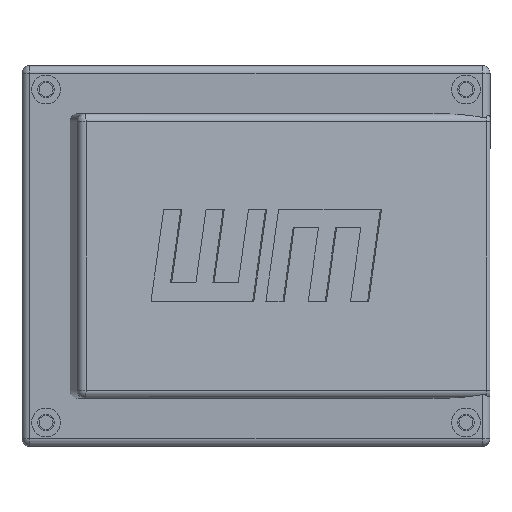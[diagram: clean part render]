
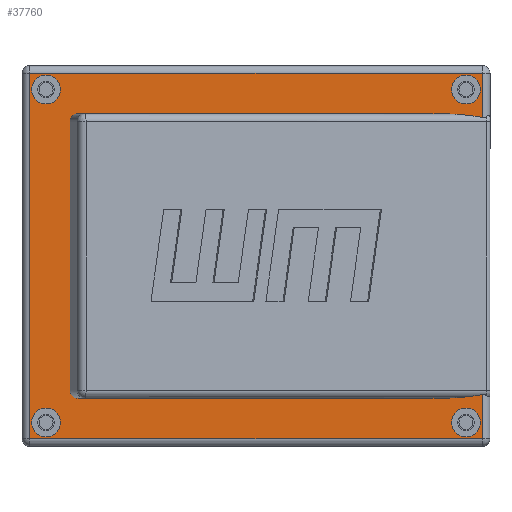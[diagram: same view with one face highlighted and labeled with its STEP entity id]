
A CAD part, front view. The second image highlights one B-rep face of the part: STEP entity #37760.
In plain terms, the highlighted planar face has unit normal (0, -1, 0).
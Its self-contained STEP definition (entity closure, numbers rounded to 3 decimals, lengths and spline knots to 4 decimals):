
#424=ELLIPSE('',#40101,0.467,0.065);
#425=ELLIPSE('',#40102,0.0656,0.065);
#426=ELLIPSE('',#40103,0.0656,0.065);
#427=ELLIPSE('',#40104,0.467,0.065);
#477=CIRCLE('',#40105,0.1181);
#478=CIRCLE('',#40106,0.1181);
#479=CIRCLE('',#40107,0.1181);
#480=CIRCLE('',#40108,0.1181);
#1543=FACE_BOUND('',#5502,.T.);
#1544=FACE_BOUND('',#5503,.T.);
#1545=FACE_BOUND('',#5504,.T.);
#1546=FACE_BOUND('',#5505,.T.);
#1871=PLANE('',#40100);
#3369=FACE_OUTER_BOUND('',#5501,.T.);
#5501=EDGE_LOOP('',(#26836,#26837,#26838,#26839,#26840,#26841,#26842,#26843,
#26844,#26845,#26846,#26847));
#5502=EDGE_LOOP('',(#26848));
#5503=EDGE_LOOP('',(#26849));
#5504=EDGE_LOOP('',(#26850));
#5505=EDGE_LOOP('',(#26851));
#7975=LINE('',#53302,#12279);
#7981=LINE('',#53332,#12285);
#7983=LINE('',#53349,#12287);
#7984=LINE('',#53356,#12288);
#7985=LINE('',#53360,#12289);
#7986=LINE('',#53364,#12290);
#7987=LINE('',#53368,#12291);
#7988=LINE('',#53369,#12292);
#12279=VECTOR('',#42997,0.3937);
#12285=VECTOR('',#43031,0.3937);
#12287=VECTOR('',#43041,0.3937);
#12288=VECTOR('',#43050,0.3937);
#12289=VECTOR('',#43053,0.3937);
#12290=VECTOR('',#43056,0.3937);
#12291=VECTOR('',#43059,0.3937);
#12292=VECTOR('',#43060,0.3937);
#17117=VERTEX_POINT('',#53292);
#17119=VERTEX_POINT('',#53300);
#17129=VERTEX_POINT('',#53330);
#17130=VERTEX_POINT('',#53338);
#17131=VERTEX_POINT('',#53353);
#17132=VERTEX_POINT('',#53355);
#17133=VERTEX_POINT('',#53357);
#17134=VERTEX_POINT('',#53359);
#17135=VERTEX_POINT('',#53361);
#17136=VERTEX_POINT('',#53363);
#17137=VERTEX_POINT('',#53365);
#17138=VERTEX_POINT('',#53367);
#17139=VERTEX_POINT('',#53370);
#17140=VERTEX_POINT('',#53372);
#17141=VERTEX_POINT('',#53374);
#17142=VERTEX_POINT('',#53376);
#20903=EDGE_CURVE('',#17119,#17117,#7975,.T.);
#20919=EDGE_CURVE('',#17129,#17119,#7981,.T.);
#20923=EDGE_CURVE('',#17130,#17129,#7983,.T.);
#20925=EDGE_CURVE('',#17130,#17131,#424,.T.);
#20926=EDGE_CURVE('',#17131,#17132,#7984,.T.);
#20927=EDGE_CURVE('',#17133,#17132,#425,.F.);
#20928=EDGE_CURVE('',#17133,#17134,#7985,.T.);
#20929=EDGE_CURVE('',#17135,#17134,#426,.F.);
#20930=EDGE_CURVE('',#17135,#17136,#7986,.T.);
#20931=EDGE_CURVE('',#17137,#17136,#427,.F.);
#20932=EDGE_CURVE('',#17138,#17137,#7987,.T.);
#20933=EDGE_CURVE('',#17117,#17138,#7988,.T.);
#20934=EDGE_CURVE('',#17139,#17139,#477,.T.);
#20935=EDGE_CURVE('',#17140,#17140,#478,.T.);
#20936=EDGE_CURVE('',#17141,#17141,#479,.T.);
#20937=EDGE_CURVE('',#17142,#17142,#480,.T.);
#26836=ORIENTED_EDGE('',*,*,#20923,.F.);
#26837=ORIENTED_EDGE('',*,*,#20925,.T.);
#26838=ORIENTED_EDGE('',*,*,#20926,.T.);
#26839=ORIENTED_EDGE('',*,*,#20927,.F.);
#26840=ORIENTED_EDGE('',*,*,#20928,.T.);
#26841=ORIENTED_EDGE('',*,*,#20929,.F.);
#26842=ORIENTED_EDGE('',*,*,#20930,.T.);
#26843=ORIENTED_EDGE('',*,*,#20931,.F.);
#26844=ORIENTED_EDGE('',*,*,#20932,.F.);
#26845=ORIENTED_EDGE('',*,*,#20933,.F.);
#26846=ORIENTED_EDGE('',*,*,#20903,.F.);
#26847=ORIENTED_EDGE('',*,*,#20919,.F.);
#26848=ORIENTED_EDGE('',*,*,#20934,.F.);
#26849=ORIENTED_EDGE('',*,*,#20935,.F.);
#26850=ORIENTED_EDGE('',*,*,#20936,.F.);
#26851=ORIENTED_EDGE('',*,*,#20937,.F.);
#37760=ADVANCED_FACE('',(#3369,#1543,#1544,#1545,#1546),#1871,.F.);
#40100=AXIS2_PLACEMENT_3D('',#53352,#43046,#43047);
#40101=AXIS2_PLACEMENT_3D('',#53354,#43048,#43049);
#40102=AXIS2_PLACEMENT_3D('',#53358,#43051,#43052);
#40103=AXIS2_PLACEMENT_3D('',#53362,#43054,#43055);
#40104=AXIS2_PLACEMENT_3D('',#53366,#43057,#43058);
#40105=AXIS2_PLACEMENT_3D('',#53371,#43061,#43062);
#40106=AXIS2_PLACEMENT_3D('',#53373,#43063,#43064);
#40107=AXIS2_PLACEMENT_3D('',#53375,#43065,#43066);
#40108=AXIS2_PLACEMENT_3D('',#53377,#43067,#43068);
#42997=DIRECTION('',(0.,0.,1.));
#43031=DIRECTION('',(-1.,0.,0.));
#43041=DIRECTION('',(0.,0.,-1.));
#43046=DIRECTION('center_axis',(0.,1.,0.));
#43047=DIRECTION('ref_axis',(0.,0.,1.));
#43048=DIRECTION('center_axis',(0.,1.,0.));
#43049=DIRECTION('ref_axis',(1.,0.,0.));
#43050=DIRECTION('',(-1.,0.,0.));
#43051=DIRECTION('center_axis',(0.,1.,0.));
#43052=DIRECTION('ref_axis',(-1.,0.,0.));
#43053=DIRECTION('',(0.,0.,1.));
#43054=DIRECTION('center_axis',(0.,1.,0.));
#43055=DIRECTION('ref_axis',(-1.,0.,0.));
#43056=DIRECTION('',(1.,0.,0.));
#43057=DIRECTION('center_axis',(0.,1.,0.));
#43058=DIRECTION('ref_axis',(1.,0.,0.));
#43059=DIRECTION('',(0.,0.,-1.));
#43060=DIRECTION('',(1.,0.,0.));
#43061=DIRECTION('center_axis',(0.,-1.,0.));
#43062=DIRECTION('ref_axis',(1.,0.,0.));
#43063=DIRECTION('center_axis',(0.,-1.,0.));
#43064=DIRECTION('ref_axis',(1.,0.,0.));
#43065=DIRECTION('center_axis',(0.,-1.,0.));
#43066=DIRECTION('ref_axis',(1.,0.,0.));
#43067=DIRECTION('center_axis',(0.,-1.,0.));
#43068=DIRECTION('ref_axis',(1.,0.,0.));
#53292=CARTESIAN_POINT('',(-3.3741,0.,0.3287));
#53300=CARTESIAN_POINT('',(-3.3741,0.,-2.6616));
#53302=CARTESIAN_POINT('',(-3.3741,0.,-1.9465));
#53330=CARTESIAN_POINT('',(0.3287,0.,-2.6616));
#53332=CARTESIAN_POINT('',(-0.5645,0.,-2.6616));
#53338=CARTESIAN_POINT('',(0.3287,0.,-2.301));
#53349=CARTESIAN_POINT('',(0.3287,0.,-0.3864));
#53352=CARTESIAN_POINT('Origin',(-1.5227,0.,-1.1664));
#53353=CARTESIAN_POINT('',(-0.0733,0.,-2.3329));
#53354=CARTESIAN_POINT('Origin',(-0.0733,0.,
-2.2679));
#53355=CARTESIAN_POINT('',(-2.9798,0.,-2.3329));
#53356=CARTESIAN_POINT('',(-1.4243,0.,-2.3329));
#53357=CARTESIAN_POINT('',(-3.0454,0.,-2.2679));
#53358=CARTESIAN_POINT('Origin',(-2.9798,0.,-2.2679));
#53359=CARTESIAN_POINT('',(-3.0454,0.,-0.065));
#53360=CARTESIAN_POINT('',(-3.0454,0.,-0.3864));
#53361=CARTESIAN_POINT('',(-2.9798,0.,0.));
#53362=CARTESIAN_POINT('Origin',(-2.9798,0.,-0.065));
#53363=CARTESIAN_POINT('',(-0.0733,0.,0.));
#53364=CARTESIAN_POINT('',(-1.4243,0.,0.));
#53365=CARTESIAN_POINT('',(0.3287,0.,-0.0319));
#53366=CARTESIAN_POINT('Origin',(-0.0733,0.,
-0.065));
#53367=CARTESIAN_POINT('',(0.3287,0.,0.3287));
#53368=CARTESIAN_POINT('',(0.3287,0.,-0.3864));
#53369=CARTESIAN_POINT('',(-2.4809,0.,0.3287));
#53370=CARTESIAN_POINT('',(-3.3604,0.,0.1969));
#53371=CARTESIAN_POINT('Origin',(-3.2422,0.,0.1969));
#53372=CARTESIAN_POINT('',(-3.3604,0.,-2.5297));
#53373=CARTESIAN_POINT('Origin',(-3.2422,0.,-2.5297));
#53374=CARTESIAN_POINT('',(0.0787,0.,-2.5297));
#53375=CARTESIAN_POINT('Origin',(0.1969,0.,-2.5297));
#53376=CARTESIAN_POINT('',(0.0787,0.,0.1969));
#53377=CARTESIAN_POINT('Origin',(0.1969,0.,0.1969));
